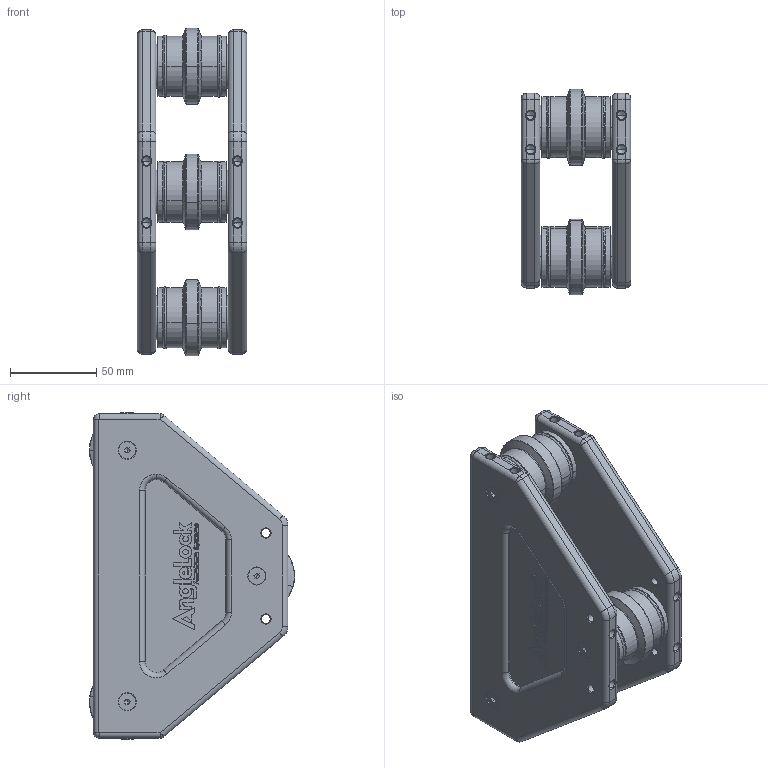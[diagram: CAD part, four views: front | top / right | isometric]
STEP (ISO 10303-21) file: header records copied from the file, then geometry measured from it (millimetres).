
FILE_DESCRIPTION (( 'STEP AP214' ), '1' );
FILE_NAME ('40x40 HD Roller Carriage Kit, Outside Mount(40MLM-0511-001-01).STEP', '2025-06-19T15:44:28', ( '' ), ( '' ), 'SwSTEP 2.0', 'SolidWorks 2020', '' );
FILE_SCHEMA (( 'AUTOMOTIVE_DESIGN' ));
Length unit declared in the file: millimetre
Products named in the file (1): 40x40 HD Roller Carriage Kit, Outside Mount(40MLM-0511-001-01)
Bounding box: 63.65 x 119.32 x 190.25 mm (x, y, z)
Volume: 442507.3 mm3; surface area: 142394.8 mm2
Topology: 29 solids, 29 shells, 1580 faces, 3802 edges, 2350 vertices
Faces by surface type: plane 636, cylinder 332, cone 236, bspline 234, torus 142
Entity records: 73500 total; most frequent: CARTESIAN_POINT 20063, ORIENTED_EDGE 7508, DIRECTION 7036, EDGE_CURVE 3754, AXIS2_PLACEMENT_3D 2451, VERTEX_POINT 2350, LINE 2134, VECTOR 2134
